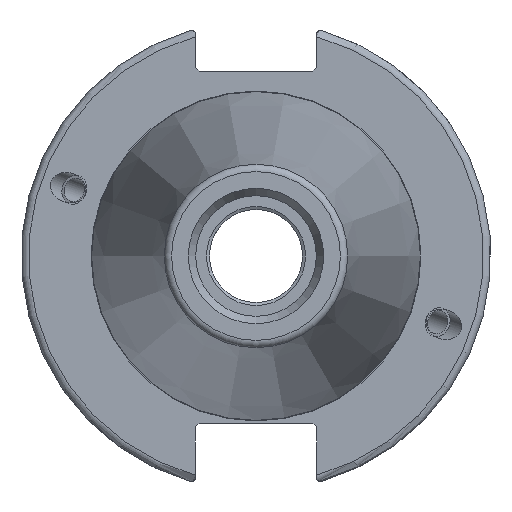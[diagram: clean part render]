
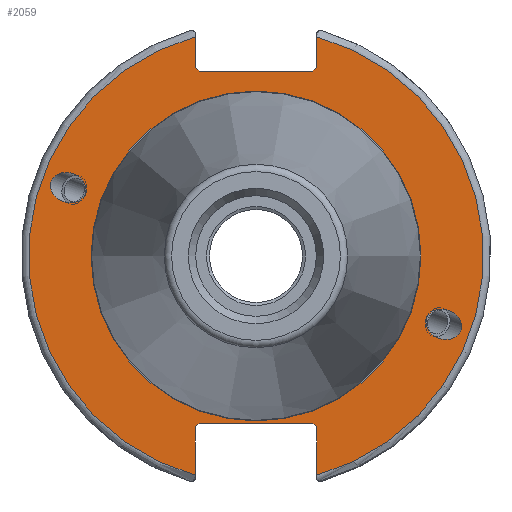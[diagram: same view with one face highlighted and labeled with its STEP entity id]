
A CAD part, left-side view. The second image highlights one B-rep face of the part: STEP entity #2059.
In plain terms, the highlighted planar face has unit normal (-1, 0, 0).
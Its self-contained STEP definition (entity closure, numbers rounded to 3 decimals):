
#92=ELLIPSE('',#2277,2.442,2.);
#101=ELLIPSE('',#2320,2.442,2.);
#195=FACE_BOUND('',#438,.T.);
#196=FACE_BOUND('',#439,.T.);
#197=FACE_BOUND('',#440,.T.);
#220=PLANE('',#2326);
#308=FACE_OUTER_BOUND('',#437,.T.);
#437=EDGE_LOOP('',(#1624,#1625,#1626,#1627,#1628,#1629,#1630,#1631,#1632,
#1633,#1634,#1635));
#438=EDGE_LOOP('',(#1636));
#439=EDGE_LOOP('',(#1637));
#440=EDGE_LOOP('',(#1638));
#572=LINE('',#3586,#694);
#573=LINE('',#3588,#695);
#574=LINE('',#3590,#696);
#575=LINE('',#3592,#697);
#576=LINE('',#3594,#698);
#577=LINE('',#3598,#699);
#578=LINE('',#3600,#700);
#579=LINE('',#3602,#701);
#580=LINE('',#3604,#702);
#581=LINE('',#3605,#703);
#694=VECTOR('',#2752,10.);
#695=VECTOR('',#2753,10.);
#696=VECTOR('',#2754,10.);
#697=VECTOR('',#2755,10.);
#698=VECTOR('',#2756,10.);
#699=VECTOR('',#2759,10.);
#700=VECTOR('',#2760,10.);
#701=VECTOR('',#2761,10.);
#702=VECTOR('',#2762,10.);
#703=VECTOR('',#2763,10.);
#822=CIRCLE('',#2324,22.3);
#824=CIRCLE('',#2327,30.75);
#825=CIRCLE('',#2328,30.75);
#936=VERTEX_POINT('',#3387);
#976=VERTEX_POINT('',#3570);
#979=VERTEX_POINT('',#3577);
#980=VERTEX_POINT('',#3582);
#981=VERTEX_POINT('',#3583);
#982=VERTEX_POINT('',#3585);
#983=VERTEX_POINT('',#3587);
#984=VERTEX_POINT('',#3589);
#985=VERTEX_POINT('',#3591);
#986=VERTEX_POINT('',#3593);
#987=VERTEX_POINT('',#3595);
#988=VERTEX_POINT('',#3597);
#989=VERTEX_POINT('',#3599);
#990=VERTEX_POINT('',#3601);
#991=VERTEX_POINT('',#3603);
#1160=EDGE_CURVE('',#936,#936,#92,.T.);
#1216=EDGE_CURVE('',#976,#976,#101,.T.);
#1219=EDGE_CURVE('',#979,#979,#822,.T.);
#1221=EDGE_CURVE('',#980,#981,#824,.T.);
#1222=EDGE_CURVE('',#980,#982,#572,.T.);
#1223=EDGE_CURVE('',#983,#982,#573,.T.);
#1224=EDGE_CURVE('',#983,#984,#574,.T.);
#1225=EDGE_CURVE('',#985,#984,#575,.T.);
#1226=EDGE_CURVE('',#985,#986,#576,.T.);
#1227=EDGE_CURVE('',#987,#986,#825,.T.);
#1228=EDGE_CURVE('',#987,#988,#577,.T.);
#1229=EDGE_CURVE('',#989,#988,#578,.T.);
#1230=EDGE_CURVE('',#989,#990,#579,.T.);
#1231=EDGE_CURVE('',#991,#990,#580,.T.);
#1232=EDGE_CURVE('',#991,#981,#581,.T.);
#1624=ORIENTED_EDGE('',*,*,#1221,.F.);
#1625=ORIENTED_EDGE('',*,*,#1222,.T.);
#1626=ORIENTED_EDGE('',*,*,#1223,.F.);
#1627=ORIENTED_EDGE('',*,*,#1224,.T.);
#1628=ORIENTED_EDGE('',*,*,#1225,.F.);
#1629=ORIENTED_EDGE('',*,*,#1226,.T.);
#1630=ORIENTED_EDGE('',*,*,#1227,.F.);
#1631=ORIENTED_EDGE('',*,*,#1228,.T.);
#1632=ORIENTED_EDGE('',*,*,#1229,.F.);
#1633=ORIENTED_EDGE('',*,*,#1230,.T.);
#1634=ORIENTED_EDGE('',*,*,#1231,.F.);
#1635=ORIENTED_EDGE('',*,*,#1232,.T.);
#1636=ORIENTED_EDGE('',*,*,#1160,.T.);
#1637=ORIENTED_EDGE('',*,*,#1216,.T.);
#1638=ORIENTED_EDGE('',*,*,#1219,.F.);
#2059=ADVANCED_FACE('',(#308,#195,#196,#197),#220,.T.);
#2277=AXIS2_PLACEMENT_3D('',#3389,#2633,#2634);
#2320=AXIS2_PLACEMENT_3D('',#3572,#2736,#2737);
#2324=AXIS2_PLACEMENT_3D('',#3579,#2744,#2745);
#2326=AXIS2_PLACEMENT_3D('',#3581,#2748,#2749);
#2327=AXIS2_PLACEMENT_3D('',#3584,#2750,#2751);
#2328=AXIS2_PLACEMENT_3D('',#3596,#2757,#2758);
#2633=DIRECTION('center_axis',(1.,0.,0.));
#2634=DIRECTION('ref_axis',(0.,-0.94,-0.342));
#2736=DIRECTION('center_axis',(1.,0.,0.));
#2737=DIRECTION('ref_axis',(0.,0.94,0.342));
#2744=DIRECTION('center_axis',(-1.,0.,0.));
#2745=DIRECTION('ref_axis',(0.,-1.,0.));
#2748=DIRECTION('center_axis',(-1.,0.,0.));
#2749=DIRECTION('ref_axis',(0.,0.,1.));
#2750=DIRECTION('center_axis',(1.,0.,0.));
#2751=DIRECTION('ref_axis',(0.,-1.,0.));
#2752=DIRECTION('',(0.,0.,-1.));
#2753=DIRECTION('',(0.,-0.707,0.707));
#2754=DIRECTION('',(0.,1.,0.));
#2755=DIRECTION('',(0.,-0.707,-0.707));
#2756=DIRECTION('',(0.,0.,1.));
#2757=DIRECTION('center_axis',(1.,0.,0.));
#2758=DIRECTION('ref_axis',(0.,1.,0.));
#2759=DIRECTION('',(0.,0.,1.));
#2760=DIRECTION('',(0.,0.707,-0.707));
#2761=DIRECTION('',(0.,-1.,0.));
#2762=DIRECTION('',(0.,0.707,0.707));
#2763=DIRECTION('',(0.,0.,-1.));
#3387=CARTESIAN_POINT('',(3.175,-23.077,-8.399));
#3389=CARTESIAN_POINT('Origin',(3.175,-25.372,-9.235));
#3570=CARTESIAN_POINT('',(3.175,23.077,8.399));
#3572=CARTESIAN_POINT('Origin',(3.175,25.372,9.235));
#3577=CARTESIAN_POINT('',(3.175,0.,22.3));
#3579=CARTESIAN_POINT('Origin',(3.175,0.,0.));
#3581=CARTESIAN_POINT('Origin',(3.175,31.75,0.));
#3582=CARTESIAN_POINT('',(3.175,-8.19,29.639));
#3583=CARTESIAN_POINT('',(3.175,-8.19,-29.639));
#3584=CARTESIAN_POINT('Origin',(3.175,0.,0.));
#3585=CARTESIAN_POINT('',(3.175,-8.19,25.5));
#3586=CARTESIAN_POINT('',(3.175,-8.19,12.5));
#3587=CARTESIAN_POINT('',(3.175,-7.69,25.));
#3588=CARTESIAN_POINT('',(3.175,8.295,9.015));
#3589=CARTESIAN_POINT('',(3.175,7.69,25.));
#3590=CARTESIAN_POINT('',(3.175,15.875,25.));
#3591=CARTESIAN_POINT('',(3.175,8.19,25.5));
#3592=CARTESIAN_POINT('',(3.175,7.58,24.89));
#3593=CARTESIAN_POINT('',(3.175,8.19,29.639));
#3594=CARTESIAN_POINT('',(3.175,8.19,12.5));
#3595=CARTESIAN_POINT('',(3.175,8.19,-29.639));
#3596=CARTESIAN_POINT('Origin',(3.175,0.,0.));
#3597=CARTESIAN_POINT('',(3.175,8.19,-23.1));
#3598=CARTESIAN_POINT('',(3.175,8.19,-11.3));
#3599=CARTESIAN_POINT('',(3.175,7.69,-22.6));
#3600=CARTESIAN_POINT('',(3.175,8.18,-23.09));
#3601=CARTESIAN_POINT('',(3.175,-7.69,-22.6));
#3602=CARTESIAN_POINT('',(3.175,15.875,-22.6));
#3603=CARTESIAN_POINT('',(3.175,-8.19,-23.1));
#3604=CARTESIAN_POINT('',(3.175,7.695,-7.215));
#3605=CARTESIAN_POINT('',(3.175,-8.19,-11.3));
